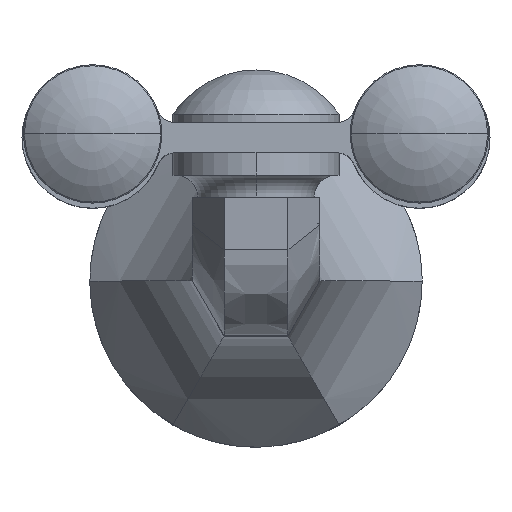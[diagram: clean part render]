
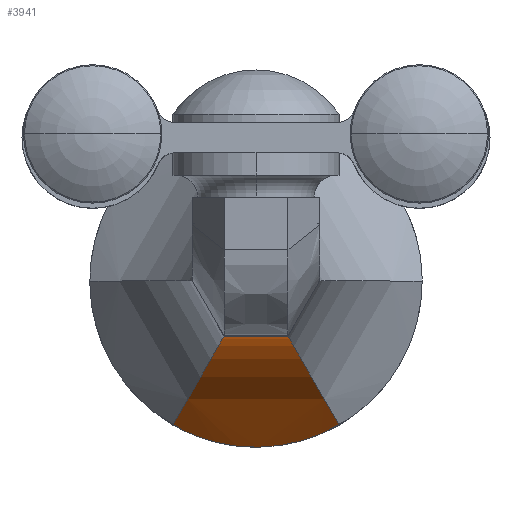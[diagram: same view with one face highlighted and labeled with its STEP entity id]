
A CAD part, top view. The second image highlights one B-rep face of the part: STEP entity #3941.
In plain terms, the highlighted cylindrical face has radius 50 mm (diameter 100 mm), a partial arc.
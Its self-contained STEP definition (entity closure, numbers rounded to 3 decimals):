
#338 = CARTESIAN_POINT ( 'NONE',  ( -29.977, 8.017, 1.35 ) ) ;
#357 = CARTESIAN_POINT ( 'NONE',  ( -26.287, 11.073, -14.47 ) ) ;
#427 = CARTESIAN_POINT ( 'NONE',  ( -60., 48., -38.482 ) ) ;
#708 = CARTESIAN_POINT ( 'NONE',  ( -30., 8., -1.339 ) ) ;
#784 = EDGE_CURVE ( 'NONE', #2802, #4175, #2142, .T. ) ;
#883 = EDGE_CURVE ( 'NONE', #2555, #4393, #4490, .T. ) ;
#906 = ORIENTED_EDGE ( 'NONE', *, *, #883, .F. ) ;
#1089 = CARTESIAN_POINT ( 'NONE',  ( -27.15, 10.3, 12.827 ) ) ;
#1103 = CARTESIAN_POINT ( 'NONE',  ( -29.641, 8.272, -4.678 ) ) ;
#1317 = EDGE_LOOP ( 'NONE', ( #4500, #3982, #1963, #906 ) ) ;
#1341 = CARTESIAN_POINT ( 'NONE',  ( -10., 48., 5.774 ) ) ;
#1492 = CARTESIAN_POINT ( 'NONE',  ( -28.134, 9.469, 10.437 ) ) ;
#1515 = CARTESIAN_POINT ( 'NONE',  ( -29.26, 8.566, -6.657 ) ) ;
#1535 = CYLINDRICAL_SURFACE ( 'NONE', #2234, 50. ) ;
#1713 = FACE_OUTER_BOUND ( 'NONE', #1317, .T. ) ;
#1730 = DIRECTION ( 'NONE',  ( 0., 0., 1. ) ) ;
#1878 = CARTESIAN_POINT ( 'NONE',  ( -28.755, 8.964, 8.577 ) ) ;
#1893 = CARTESIAN_POINT ( 'NONE',  ( -28.583, 9.1, -9.205 ) ) ;
#1963 = ORIENTED_EDGE ( 'NONE', *, *, #4172, .F. ) ;
#2142 =( BOUNDED_CURVE ( )  B_SPLINE_CURVE ( 3, ( #3422, #3450, #3465, #3393 ),
 .UNSPECIFIED., .F., .F. ) 
 B_SPLINE_CURVE_WITH_KNOTS ( ( 4, 4 ),
 ( 5.461, 6.283 ),
 .UNSPECIFIED. ) 
 CURVE ( )  GEOMETRIC_REPRESENTATION_ITEM ( )  RATIONAL_B_SPLINE_CURVE ( ( 1., 0.944, 0.944, 1. ) ) 
 REPRESENTATION_ITEM ( '' )  );
#2231 = CARTESIAN_POINT ( 'NONE',  ( -10., 48., -5.774 ) ) ;
#2234 = AXIS2_PLACEMENT_3D ( 'NONE', #427, #3379, #3052 ) ;
#2247 = CARTESIAN_POINT ( 'NONE',  ( -29.545, 8.345, 5.377 ) ) ;
#2265 = CARTESIAN_POINT ( 'NONE',  ( -27.411, 10.078, -12.209 ) ) ;
#2555 = VERTEX_POINT ( 'NONE', #3777 ) ;
#2595 = CARTESIAN_POINT ( 'NONE',  ( -26.59, 10.792, 13.945 ) ) ;
#2611 = CARTESIAN_POINT ( 'NONE',  ( -29.886, 8.086, 2.699 ) ) ;
#2623 = CARTESIAN_POINT ( 'NONE',  ( -26.581, 10.807, -13.922 ) ) ;
#2802 = VERTEX_POINT ( 'NONE', #3963 ) ;
#2821 = CARTESIAN_POINT ( 'NONE',  ( -10., 48., -38.482 ) ) ;
#2857 = CARTESIAN_POINT ( 'NONE',  ( -10., 48., -5.774 ) ) ;
#2877 = CARTESIAN_POINT ( 'NONE',  ( -10., 33.89, -5.774 ) ) ;
#2896 = CARTESIAN_POINT ( 'NONE',  ( -25.981, 11.357, -15. ) ) ;
#2927 = CARTESIAN_POINT ( 'NONE',  ( -15.64, 20.957, -9.03 ) ) ;
#2970 = CARTESIAN_POINT ( 'NONE',  ( -30., 8., 0.677 ) ) ;
#2987 = CARTESIAN_POINT ( 'NONE',  ( -25.981, 11.357, -15. ) ) ;
#3052 = DIRECTION ( 'NONE',  ( -1., 0., 0. ) ) ;
#3269 = B_SPLINE_CURVE_WITH_KNOTS ( 'NONE', 3,
 ( #4667, #2595, #1089, #3651, #1492, #4005, #1878, #4354, #2247, #4676, #2611, #338, #2970, #708, #3325, #1103, #3660, #1515, #4020, #1893, #4365, #2265, #4688, #2623, #357, #2987 ),
 .UNSPECIFIED., .F., .F.,
 ( 4, 2, 2, 2, 2, 2, 2, 2, 2, 2, 2, 2, 4 ),
 ( 0.003, 0.007, 0.009, 0.011, 0.015, 0.017, 0.019, 0.024, 0.026, 0.028, 0.032, 0.034, 0.036 ),
 .UNSPECIFIED. ) ;
#3325 = CARTESIAN_POINT ( 'NONE',  ( -29.911, 8.067, -2.677 ) ) ;
#3379 = DIRECTION ( 'NONE',  ( 0., 0., 1. ) ) ;
#3393 = CARTESIAN_POINT ( 'NONE',  ( -10., 48., 5.774 ) ) ;
#3422 = CARTESIAN_POINT ( 'NONE',  ( -25.981, 11.357, 15. ) ) ;
#3450 = CARTESIAN_POINT ( 'NONE',  ( -15.64, 20.957, 9.03 ) ) ;
#3465 = CARTESIAN_POINT ( 'NONE',  ( -10., 33.89, 5.774 ) ) ;
#3651 = CARTESIAN_POINT ( 'NONE',  ( -27.899, 9.664, 11.048 ) ) ;
#3660 = CARTESIAN_POINT ( 'NONE',  ( -29.527, 8.359, -5.346 ) ) ;
#3777 = CARTESIAN_POINT ( 'NONE',  ( -25.981, 11.357, -15. ) ) ;
#3941 = ADVANCED_FACE ( 'NONE', ( #1713 ), #1535, .F. ) ;
#3963 = CARTESIAN_POINT ( 'NONE',  ( -25.981, 11.357, 15. ) ) ;
#3982 = ORIENTED_EDGE ( 'NONE', *, *, #784, .T. ) ;
#4005 = CARTESIAN_POINT ( 'NONE',  ( -28.561, 9.12, 9.203 ) ) ;
#4020 = CARTESIAN_POINT ( 'NONE',  ( -29.105, 8.686, -7.302 ) ) ;
#4172 = EDGE_CURVE ( 'NONE', #4393, #4175, #4467, .T. ) ;
#4175 = VERTEX_POINT ( 'NONE', #1341 ) ;
#4354 = CARTESIAN_POINT ( 'NONE',  ( -29.277, 8.55, 6.677 ) ) ;
#4365 = CARTESIAN_POINT ( 'NONE',  ( -28.157, 9.445, -10.431 ) ) ;
#4393 = VERTEX_POINT ( 'NONE', #2231 ) ;
#4467 = LINE ( 'NONE', #2821, #4635 ) ;
#4490 =( BOUNDED_CURVE ( )  B_SPLINE_CURVE ( 3, ( #2896, #2927, #2877, #2857 ),
 .UNSPECIFIED., .F., .F. ) 
 B_SPLINE_CURVE_WITH_KNOTS ( ( 4, 4 ),
 ( 5.461, 6.283 ),
 .UNSPECIFIED. ) 
 CURVE ( )  GEOMETRIC_REPRESENTATION_ITEM ( )  RATIONAL_B_SPLINE_CURVE ( ( 1., 0.944, 0.944, 1. ) ) 
 REPRESENTATION_ITEM ( '' )  );
#4500 = ORIENTED_EDGE ( 'NONE', *, *, #4623, .F. ) ;
#4623 = EDGE_CURVE ( 'NONE', #2802, #2555, #3269, .T. ) ;
#4635 = VECTOR ( 'NONE', #1730, 1000. ) ;
#4667 = CARTESIAN_POINT ( 'NONE',  ( -25.981, 11.357, 15. ) ) ;
#4676 = CARTESIAN_POINT ( 'NONE',  ( -29.817, 8.138, 3.377 ) ) ;
#4688 = CARTESIAN_POINT ( 'NONE',  ( -27.143, 10.31, -12.793 ) ) ;
